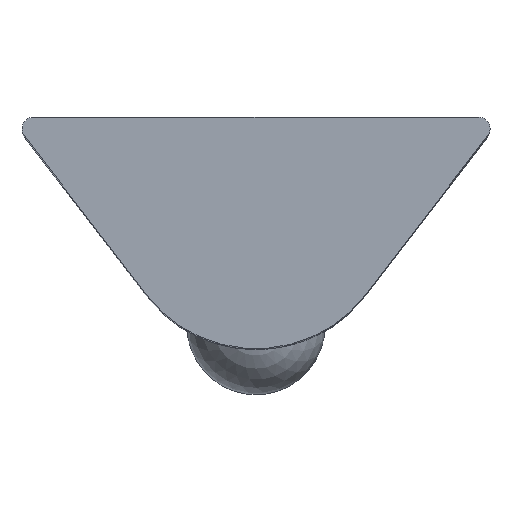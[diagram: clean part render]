
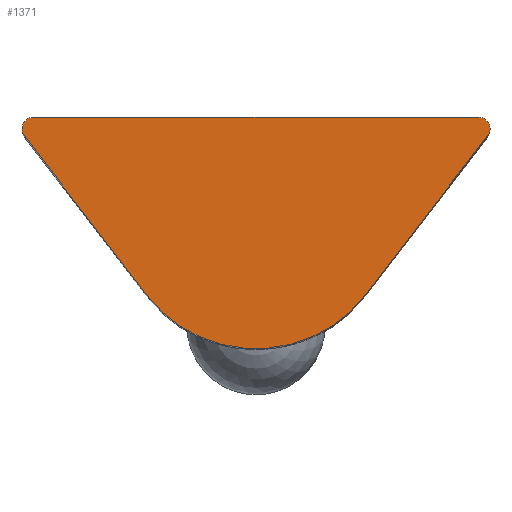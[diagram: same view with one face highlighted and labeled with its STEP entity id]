
A CAD part, top view. The second image highlights one B-rep face of the part: STEP entity #1371.
In plain terms, the highlighted planar face has unit normal (0, 0, 1).
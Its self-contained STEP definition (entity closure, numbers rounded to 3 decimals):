
#40 = CARTESIAN_POINT ( 'NONE',  ( -5.023, -0.402, 7.95 ) ) ;
#113 = LINE ( 'NONE', #40, #1537 ) ;
#121 = VERTEX_POINT ( 'NONE', #288 ) ;
#138 = EDGE_CURVE ( 'NONE', #1666, #793, #373, .T. ) ;
#145 = EDGE_CURVE ( 'NONE', #347, #121, #796, .T. ) ;
#184 = DIRECTION ( 'NONE',  ( 0.609, -0.793, 0. ) ) ;
#206 = CIRCLE ( 'NONE', #218, 0.25 ) ;
#218 = AXIS2_PLACEMENT_3D ( 'NONE', #1275, #429, #1409 ) ;
#232 = EDGE_CURVE ( 'NONE', #1213, #347, #1427, .T. ) ;
#251 = EDGE_CURVE ( 'NONE', #793, #1213, #1392, .T. ) ;
#282 = CARTESIAN_POINT ( 'NONE',  ( -4.825, -0.25, 7.95 ) ) ;
#288 = CARTESIAN_POINT ( 'NONE',  ( -4.825, 0., 7.95 ) ) ;
#292 = ORIENTED_EDGE ( 'NONE', *, *, #1653, .T. ) ;
#347 = VERTEX_POINT ( 'NONE', #545 ) ;
#373 = CIRCLE ( 'NONE', #932, 3. ) ;
#398 = CARTESIAN_POINT ( 'NONE',  ( 5.023, -0.402, 7.95 ) ) ;
#410 = CARTESIAN_POINT ( 'NONE',  ( -4.825, -0.25, 7.95 ) ) ;
#419 = DIRECTION ( 'NONE',  ( 1., 0., 0. ) ) ;
#429 = DIRECTION ( 'NONE',  ( 0., 0., 1. ) ) ;
#530 = ORIENTED_EDGE ( 'NONE', *, *, #145, .T. ) ;
#545 = CARTESIAN_POINT ( 'NONE',  ( 4.825, 0., 7.95 ) ) ;
#553 = PLANE ( 'NONE',  #1278 ) ;
#600 = VECTOR ( 'NONE', #1672, 1000. ) ;
#629 = CIRCLE ( 'NONE', #1382, 0.25 ) ;
#635 = ORIENTED_EDGE ( 'NONE', *, *, #1067, .T. ) ;
#697 = DIRECTION ( 'NONE',  ( 0., 0., 1. ) ) ;
#707 = DIRECTION ( 'NONE',  ( 1., 0., 0. ) ) ;
#716 = DIRECTION ( 'NONE',  ( 0., 0., 1. ) ) ;
#736 = VECTOR ( 'NONE', #1221, 1000. ) ;
#759 = FACE_OUTER_BOUND ( 'NONE', #1567, .T. ) ;
#793 = VERTEX_POINT ( 'NONE', #1615 ) ;
#796 = LINE ( 'NONE', #1696, #736 ) ;
#843 = CARTESIAN_POINT ( 'NONE',  ( 4.825, -0.25, 7.95 ) ) ;
#846 = ORIENTED_EDGE ( 'NONE', *, *, #1502, .T. ) ;
#932 = AXIS2_PLACEMENT_3D ( 'NONE', #1678, #1547, #1542 ) ;
#972 = CARTESIAN_POINT ( 'NONE',  ( -5.075, -0.25, 7.95 ) ) ;
#1067 = EDGE_CURVE ( 'NONE', #1709, #1666, #113, .T. ) ;
#1075 = ORIENTED_EDGE ( 'NONE', *, *, #232, .T. ) ;
#1128 = CARTESIAN_POINT ( 'NONE',  ( -2.38, -3.847, 7.95 ) ) ;
#1133 = CARTESIAN_POINT ( 'NONE',  ( -5.023, -0.402, 7.95 ) ) ;
#1213 = VERTEX_POINT ( 'NONE', #1801 ) ;
#1221 = DIRECTION ( 'NONE',  ( -1., 0., 0. ) ) ;
#1266 = DIRECTION ( 'NONE',  ( 0., 0., 1. ) ) ;
#1275 = CARTESIAN_POINT ( 'NONE',  ( -4.825, -0.25, 7.95 ) ) ;
#1278 = AXIS2_PLACEMENT_3D ( 'NONE', #410, #697, #1677 ) ;
#1371 = ADVANCED_FACE ( 'NONE', ( #759 ), #553, .T. ) ;
#1382 = AXIS2_PLACEMENT_3D ( 'NONE', #282, #1266, #419 ) ;
#1392 = LINE ( 'NONE', #398, #600 ) ;
#1409 = DIRECTION ( 'NONE',  ( 1., 0., 0. ) ) ;
#1410 = ORIENTED_EDGE ( 'NONE', *, *, #251, .T. ) ;
#1425 = VERTEX_POINT ( 'NONE', #972 ) ;
#1427 = CIRCLE ( 'NONE', #1438, 0.25 ) ;
#1438 = AXIS2_PLACEMENT_3D ( 'NONE', #843, #716, #707 ) ;
#1502 = EDGE_CURVE ( 'NONE', #121, #1425, #629, .T. ) ;
#1537 = VECTOR ( 'NONE', #184, 1000. ) ;
#1542 = DIRECTION ( 'NONE',  ( 1., 0., 0. ) ) ;
#1547 = DIRECTION ( 'NONE',  ( 0., 0., 1. ) ) ;
#1567 = EDGE_LOOP ( 'NONE', ( #846, #292, #635, #1629, #1410, #1075, #530 ) ) ;
#1615 = CARTESIAN_POINT ( 'NONE',  ( 2.38, -3.847, 7.95 ) ) ;
#1629 = ORIENTED_EDGE ( 'NONE', *, *, #138, .T. ) ;
#1653 = EDGE_CURVE ( 'NONE', #1425, #1709, #206, .T. ) ;
#1666 = VERTEX_POINT ( 'NONE', #1128 ) ;
#1672 = DIRECTION ( 'NONE',  ( 0.609, 0.793, 0. ) ) ;
#1677 = DIRECTION ( 'NONE',  ( 1., 0., 0. ) ) ;
#1678 = CARTESIAN_POINT ( 'NONE',  ( 0., -2.021, 7.95 ) ) ;
#1696 = CARTESIAN_POINT ( 'NONE',  ( 4.825, 0., 7.95 ) ) ;
#1709 = VERTEX_POINT ( 'NONE', #1133 ) ;
#1801 = CARTESIAN_POINT ( 'NONE',  ( 5.023, -0.402, 7.95 ) ) ;
